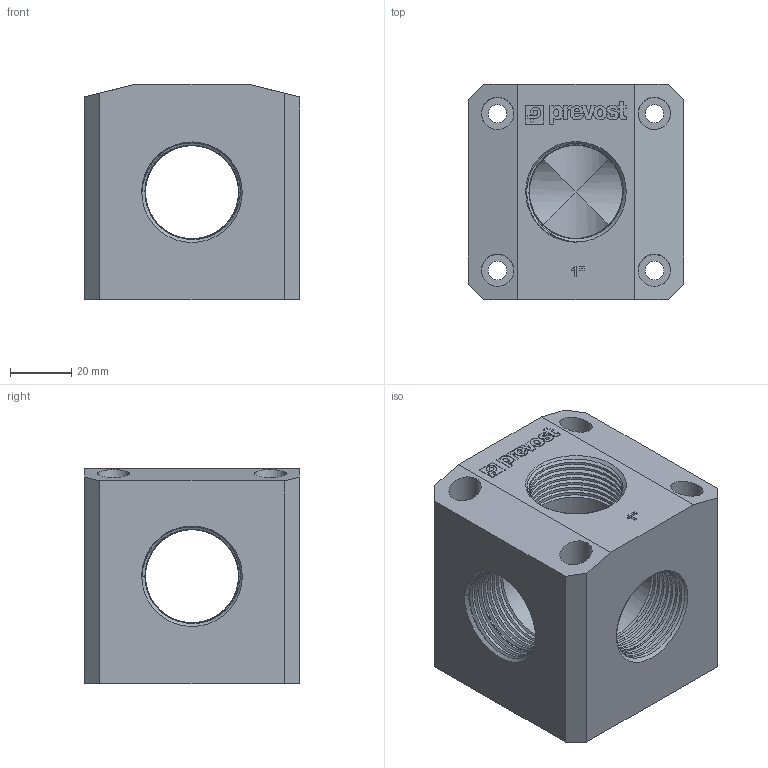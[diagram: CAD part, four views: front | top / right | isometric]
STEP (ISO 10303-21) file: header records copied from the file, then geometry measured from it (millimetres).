
FILE_DESCRIPTION(/* description */ (''),/* implementation_level */ '2;1');
FILE_NAME(/* name */ 'PPS1 CR34.x_t.ipt.stp',/* time_stamp */ '2021-12-23T10:57:05+01:00',/* author */ ('Utilisateur'),/* organization */ (''),/* preprocessor_version */ 'ST-DEVELOPER v18.1',/* originating_system */ 'Autodesk Inventor 2021',/* authorisation */ '');
FILE_SCHEMA (('AUTOMOTIVE_DESIGN { 1 0 10303 214 3 1 1 }'));
Length unit declared in the file: metre
Products named in the file (1): PPS1 CR34.x_t
Bounding box: 70 x 70 x 70.17 mm (x, y, z)
Volume: 212607 mm3; surface area: 47566 mm2
Topology: 1 solids, 1 shells, 265 faces, 760 edges, 509 vertices
Faces by surface type: cylinder 114, plane 107, cone 30, bspline 14
Full cylindrical faces by diameter (mm): 6 x4, 10.5 x4, 30.291 x22
Entity records: 24799 total; most frequent: CARTESIAN_POINT 17557, ORIENTED_EDGE 1520, DIRECTION 1365, EDGE_CURVE 760, VERTEX_POINT 509, AXIS2_PLACEMENT_3D 481, LINE 403, VECTOR 403
